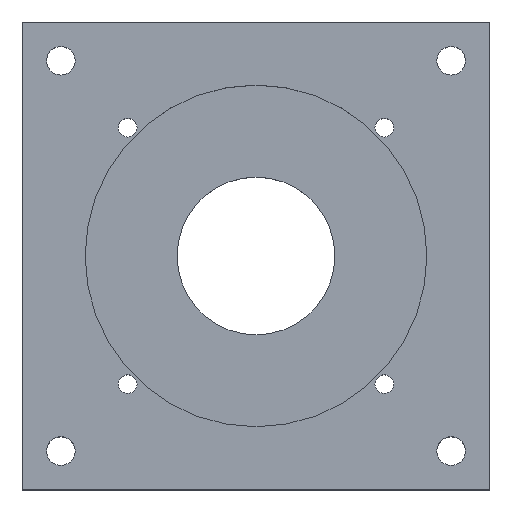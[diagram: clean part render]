
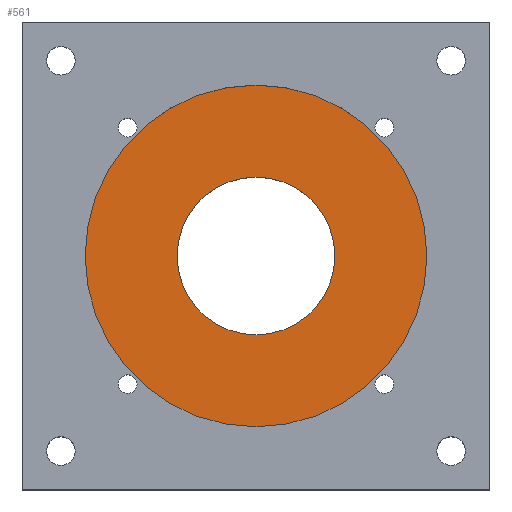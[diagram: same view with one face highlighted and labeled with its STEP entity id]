
A CAD part, top view. The second image highlights one B-rep face of the part: STEP entity #561.
In plain terms, the highlighted planar face has unit normal (0, 0, 1).
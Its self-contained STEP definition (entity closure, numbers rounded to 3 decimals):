
#39 = CIRCLE ( 'NONE', #790, 9.525 ) ;
#41 = CIRCLE ( 'NONE', #405, 20.638 ) ;
#103 = CARTESIAN_POINT ( 'NONE',  ( 20.638, 0., 5.715 ) ) ;
#134 = CARTESIAN_POINT ( 'NONE',  ( 0., 0., 5.715 ) ) ;
#161 = CARTESIAN_POINT ( 'NONE',  ( 0., 0., 5.715 ) ) ;
#179 = VERTEX_POINT ( 'NONE', #917 ) ;
#191 = VERTEX_POINT ( 'NONE', #245 ) ;
#206 = DIRECTION ( 'NONE',  ( 1., 0., 0. ) ) ;
#238 = PLANE ( 'NONE',  #709 ) ;
#240 = EDGE_CURVE ( 'NONE', #179, #554, #39, .T. ) ;
#244 = EDGE_CURVE ( 'NONE', #473, #191, #721, .T. ) ;
#245 = CARTESIAN_POINT ( 'NONE',  ( -20.638, 0., 5.715 ) ) ;
#247 = DIRECTION ( 'NONE',  ( 1., 0., 0. ) ) ;
#270 = FACE_BOUND ( 'NONE', #755, .T. ) ;
#276 = CIRCLE ( 'NONE', #427, 9.525 ) ;
#329 = ORIENTED_EDGE ( 'NONE', *, *, #864, .F. ) ;
#342 = DIRECTION ( 'NONE',  ( 0., 0., 1. ) ) ;
#376 = CARTESIAN_POINT ( 'NONE',  ( 9.525, 0., 5.715 ) ) ;
#385 = DIRECTION ( 'NONE',  ( 0., 0., 1. ) ) ;
#405 = AXIS2_PLACEMENT_3D ( 'NONE', #816, #342, #887 ) ;
#421 = ORIENTED_EDGE ( 'NONE', *, *, #244, .T. ) ;
#427 = AXIS2_PLACEMENT_3D ( 'NONE', #134, #667, #206 ) ;
#457 = FACE_OUTER_BOUND ( 'NONE', #562, .T. ) ;
#462 = DIRECTION ( 'NONE',  ( -1., 0., 0. ) ) ;
#473 = VERTEX_POINT ( 'NONE', #103 ) ;
#554 = VERTEX_POINT ( 'NONE', #605 ) ;
#557 = ORIENTED_EDGE ( 'NONE', *, *, #881, .T. ) ;
#561 = ADVANCED_FACE ( 'NONE', ( #270, #457 ), #238, .F. ) ;
#562 = EDGE_LOOP ( 'NONE', ( #421, #557 ) ) ;
#605 = CARTESIAN_POINT ( 'NONE',  ( -9.525, 0., 5.715 ) ) ;
#667 = DIRECTION ( 'NONE',  ( 0., 0., 1. ) ) ;
#693 = DIRECTION ( 'NONE',  ( 0., 0., 1. ) ) ;
#709 = AXIS2_PLACEMENT_3D ( 'NONE', #376, #914, #462 ) ;
#721 = CIRCLE ( 'NONE', #732, 20.638 ) ;
#732 = AXIS2_PLACEMENT_3D ( 'NONE', #855, #385, #919 ) ;
#755 = EDGE_LOOP ( 'NONE', ( #922, #329 ) ) ;
#790 = AXIS2_PLACEMENT_3D ( 'NONE', #161, #693, #247 ) ;
#816 = CARTESIAN_POINT ( 'NONE',  ( 0., 0., 5.715 ) ) ;
#855 = CARTESIAN_POINT ( 'NONE',  ( 0., 0., 5.715 ) ) ;
#864 = EDGE_CURVE ( 'NONE', #554, #179, #276, .T. ) ;
#881 = EDGE_CURVE ( 'NONE', #191, #473, #41, .T. ) ;
#887 = DIRECTION ( 'NONE',  ( 1., 0., 0. ) ) ;
#914 = DIRECTION ( 'NONE',  ( 0., 0., -1. ) ) ;
#917 = CARTESIAN_POINT ( 'NONE',  ( 9.525, 0., 5.715 ) ) ;
#919 = DIRECTION ( 'NONE',  ( 1., 0., 0. ) ) ;
#922 = ORIENTED_EDGE ( 'NONE', *, *, #240, .F. ) ;
